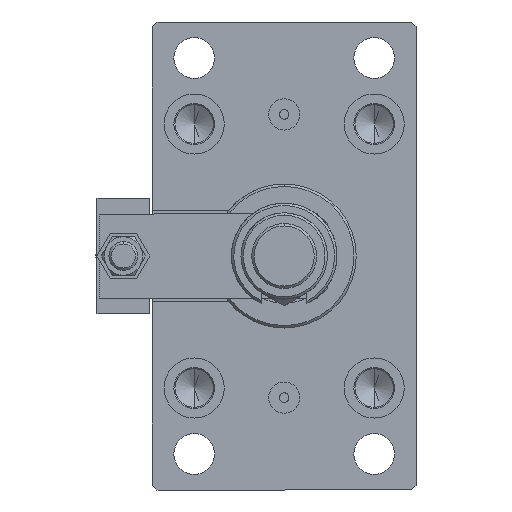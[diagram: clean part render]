
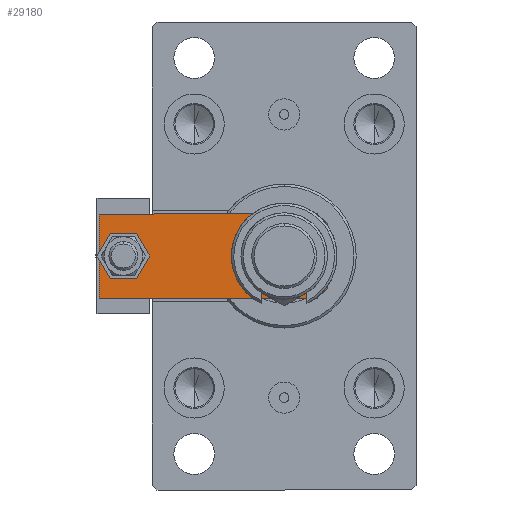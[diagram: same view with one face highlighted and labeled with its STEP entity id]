
A CAD part, left-side view. The second image highlights one B-rep face of the part: STEP entity #29180.
In plain terms, the highlighted face is planar.
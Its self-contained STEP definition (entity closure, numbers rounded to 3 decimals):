
#80 = VECTOR ( 'NONE', #24014, 1000. ) ;
#661 = ORIENTED_EDGE ( 'NONE', *, *, #1813, .F. ) ;
#1213 = CARTESIAN_POINT ( 'NONE',  ( -13.5, 18., 10. ) ) ;
#1269 = AXIS2_PLACEMENT_3D ( 'NONE', #48396, #30411, #2782 ) ;
#1361 = CIRCLE ( 'NONE', #34253, 13.5 ) ;
#1813 = EDGE_CURVE ( 'NONE', #28352, #51306, #54867, .T. ) ;
#2175 = ORIENTED_EDGE ( 'NONE', *, *, #40459, .T. ) ;
#2782 = DIRECTION ( 'NONE',  ( 1., 0., 0. ) ) ;
#3622 = EDGE_CURVE ( 'NONE', #13835, #40697, #13583, .T. ) ;
#4047 = ORIENTED_EDGE ( 'NONE', *, *, #42662, .T. ) ;
#5333 = CARTESIAN_POINT ( 'NONE',  ( -17.5, 95., 10. ) ) ;
#5722 = CARTESIAN_POINT ( 'NONE',  ( -17.5, 95., 10. ) ) ;
#5781 = CARTESIAN_POINT ( 'NONE',  ( -17.5, 0., 10. ) ) ;
#8442 = CARTESIAN_POINT ( 'NONE',  ( 0., 85., 10. ) ) ;
#8617 = VERTEX_POINT ( 'NONE', #5722 ) ;
#10235 = ORIENTED_EDGE ( 'NONE', *, *, #3622, .F. ) ;
#11734 = CARTESIAN_POINT ( 'NONE',  ( 17.5, 95., 10. ) ) ;
#11737 = VERTEX_POINT ( 'NONE', #53033 ) ;
#12089 = CIRCLE ( 'NONE', #29924, 7. ) ;
#12316 = EDGE_LOOP ( 'NONE', ( #31812, #10235 ) ) ;
#13583 = CIRCLE ( 'NONE', #31464, 7. ) ;
#13835 = VERTEX_POINT ( 'NONE', #46315 ) ;
#14363 = EDGE_CURVE ( 'NONE', #11737, #21037, #37573, .T. ) ;
#14802 = VECTOR ( 'NONE', #21067, 1000. ) ;
#15352 = VECTOR ( 'NONE', #35524, 1000. ) ;
#15633 = FACE_BOUND ( 'NONE', #12316, .T. ) ;
#16178 = CARTESIAN_POINT ( 'NONE',  ( 17.5, 95., 10. ) ) ;
#17540 = DIRECTION ( 'NONE',  ( 0., 0., 1. ) ) ;
#19057 = CARTESIAN_POINT ( 'NONE',  ( 0., 18., 10. ) ) ;
#19397 = CARTESIAN_POINT ( 'NONE',  ( 0., 85., 10. ) ) ;
#20981 = VERTEX_POINT ( 'NONE', #48480 ) ;
#21037 = VERTEX_POINT ( 'NONE', #53493 ) ;
#21067 = DIRECTION ( 'NONE',  ( 0.707, 0.707, 0. ) ) ;
#21111 = CARTESIAN_POINT ( 'NONE',  ( 17.5, 0., 10. ) ) ;
#21855 = DIRECTION ( 'NONE',  ( 0., 0., 1. ) ) ;
#22584 = EDGE_CURVE ( 'NONE', #8617, #20981, #31534, .T. ) ;
#22733 = CARTESIAN_POINT ( 'NONE',  ( 13.5, 18., 10. ) ) ;
#23804 = VERTEX_POINT ( 'NONE', #56006 ) ;
#24014 = DIRECTION ( 'NONE',  ( 1., 0., 0. ) ) ;
#27549 = VECTOR ( 'NONE', #53270, 1000. ) ;
#28089 = ORIENTED_EDGE ( 'NONE', *, *, #22584, .T. ) ;
#28352 = VERTEX_POINT ( 'NONE', #1213 ) ;
#29180 = ADVANCED_FACE ( 'NONE', ( #15633, #34153, #55986 ), #38588, .T. ) ;
#29924 = AXIS2_PLACEMENT_3D ( 'NONE', #19397, #21855, #57839 ) ;
#30092 = CARTESIAN_POINT ( 'NONE',  ( -6.75, -6.75, 10. ) ) ;
#30411 = DIRECTION ( 'NONE',  ( 0., 0., 1. ) ) ;
#31262 = EDGE_LOOP ( 'NONE', ( #28089, #54251, #57783, #31363, #2175, #4047 ) ) ;
#31363 = ORIENTED_EDGE ( 'NONE', *, *, #50794, .T. ) ;
#31464 = AXIS2_PLACEMENT_3D ( 'NONE', #8442, #17540, #53485 ) ;
#31534 = LINE ( 'NONE', #5333, #44621 ) ;
#31812 = ORIENTED_EDGE ( 'NONE', *, *, #55140, .F. ) ;
#32407 = DIRECTION ( 'NONE',  ( 0., -1., 0. ) ) ;
#33450 = ORIENTED_EDGE ( 'NONE', *, *, #44216, .F. ) ;
#33580 = CARTESIAN_POINT ( 'NONE',  ( 0., 0., 10. ) ) ;
#34153 = FACE_OUTER_BOUND ( 'NONE', #31262, .T. ) ;
#34253 = AXIS2_PLACEMENT_3D ( 'NONE', #19057, #55316, #50582 ) ;
#34445 = DIRECTION ( 'NONE',  ( 0., 0., 1. ) ) ;
#34789 = LINE ( 'NONE', #30092, #51453 ) ;
#34943 = LINE ( 'NONE', #21111, #15352 ) ;
#35524 = DIRECTION ( 'NONE',  ( 0., 1., 0. ) ) ;
#37565 = CARTESIAN_POINT ( 'NONE',  ( -7., 85., 10. ) ) ;
#37573 = LINE ( 'NONE', #5781, #80 ) ;
#38588 = PLANE ( 'NONE',  #40115 ) ;
#38645 = DIRECTION ( 'NONE',  ( 0.707, -0.707, 0. ) ) ;
#40115 = AXIS2_PLACEMENT_3D ( 'NONE', #33580, #34445, #51555 ) ;
#40229 = EDGE_LOOP ( 'NONE', ( #661, #33450 ) ) ;
#40364 = VERTEX_POINT ( 'NONE', #11734 ) ;
#40459 = EDGE_CURVE ( 'NONE', #23804, #40364, #34943, .T. ) ;
#40697 = VERTEX_POINT ( 'NONE', #37565 ) ;
#42662 = EDGE_CURVE ( 'NONE', #40364, #8617, #55082, .T. ) ;
#43464 = LINE ( 'NONE', #52615, #14802 ) ;
#44216 = EDGE_CURVE ( 'NONE', #51306, #28352, #1361, .T. ) ;
#44621 = VECTOR ( 'NONE', #32407, 1000. ) ;
#46315 = CARTESIAN_POINT ( 'NONE',  ( 7., 85., 10. ) ) ;
#48396 = CARTESIAN_POINT ( 'NONE',  ( 0., 18., 10. ) ) ;
#48480 = CARTESIAN_POINT ( 'NONE',  ( -17.5, 4., 10. ) ) ;
#49718 = EDGE_CURVE ( 'NONE', #20981, #11737, #34789, .T. ) ;
#50582 = DIRECTION ( 'NONE',  ( 1., 0., 0. ) ) ;
#50794 = EDGE_CURVE ( 'NONE', #21037, #23804, #43464, .T. ) ;
#51306 = VERTEX_POINT ( 'NONE', #22733 ) ;
#51453 = VECTOR ( 'NONE', #38645, 1000. ) ;
#51555 = DIRECTION ( 'NONE',  ( 1., 0., 0. ) ) ;
#52615 = CARTESIAN_POINT ( 'NONE',  ( 6.75, -6.75, 10. ) ) ;
#53033 = CARTESIAN_POINT ( 'NONE',  ( -13.5, 0., 10. ) ) ;
#53270 = DIRECTION ( 'NONE',  ( -1., 0., 0. ) ) ;
#53485 = DIRECTION ( 'NONE',  ( 1., 0., 0. ) ) ;
#53493 = CARTESIAN_POINT ( 'NONE',  ( 13.5, 0., 10. ) ) ;
#54251 = ORIENTED_EDGE ( 'NONE', *, *, #49718, .T. ) ;
#54867 = CIRCLE ( 'NONE', #1269, 13.5 ) ;
#55082 = LINE ( 'NONE', #16178, #27549 ) ;
#55140 = EDGE_CURVE ( 'NONE', #40697, #13835, #12089, .T. ) ;
#55316 = DIRECTION ( 'NONE',  ( 0., 0., 1. ) ) ;
#55986 = FACE_BOUND ( 'NONE', #40229, .T. ) ;
#56006 = CARTESIAN_POINT ( 'NONE',  ( 17.5, 4., 10. ) ) ;
#57783 = ORIENTED_EDGE ( 'NONE', *, *, #14363, .T. ) ;
#57839 = DIRECTION ( 'NONE',  ( 1., 0., 0. ) ) ;
